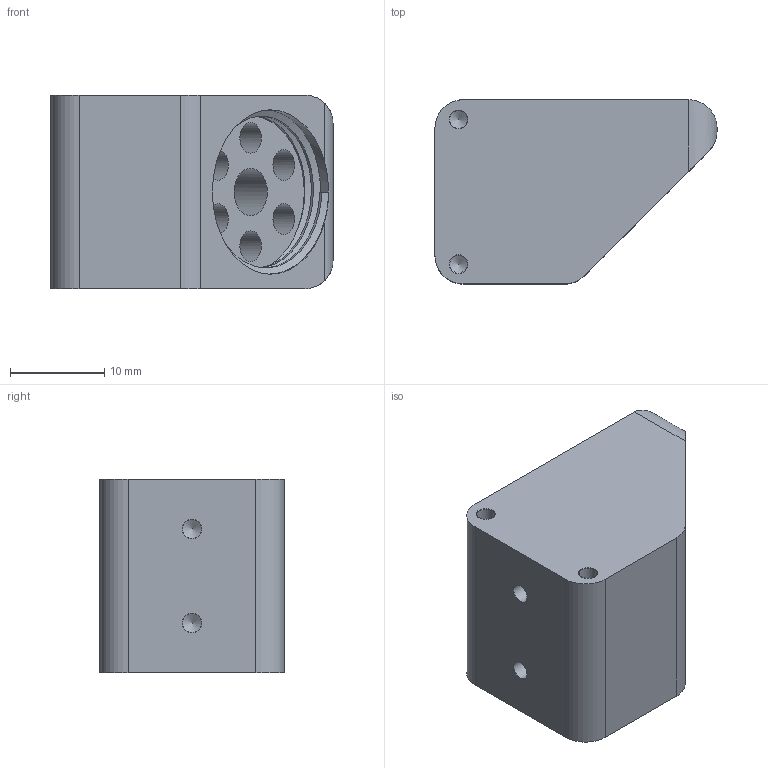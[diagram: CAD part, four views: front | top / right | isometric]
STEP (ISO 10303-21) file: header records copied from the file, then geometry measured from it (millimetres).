
FILE_DESCRIPTION(/* description */ ('STEP AP242','CAx-IF Rec.Pracs.---Representation and Presentation of Product Manufacturing Information (PMI)---4.0---2014-10-13','CAx-IF Rec.Pracs.---3D Tessellated Geometry---0.4---2014-09-14','2;1'),/* implementation_level */ '2;1');
FILE_NAME(/* name */ '65ea86bc3800df734836e1cf',/* time_stamp */ '2024-03-08T03:32:12Z',/* author */ (''),/* organization */ (''),/* preprocessor_version */ 'ST-DEVELOPER v19.4',/* originating_system */ ' ',/* authorisation */ ' ');
FILE_SCHEMA (('AP242_MANAGED_MODEL_BASED_3D_ENGINEERING_MIM_LF { 1 0 10303 442 1 1 4 }'));
Length unit declared in the file: metre
Products named in the file (1): Part 1
Bounding box: 30 x 19.6 x 20.6 mm (x, y, z)
Volume: 7998.2 mm3; surface area: 3905.2 mm2
Topology: 1 solids, 1 shells, 46 faces, 127 edges, 81 vertices
Faces by surface type: cylinder 23, cone 12, plane 9, bspline 2
Full cylindrical faces by diameter (mm): 1.9 x4, 2 x2, 3.25 x6, 5 x1
Entity records: 2130 total; most frequent: CARTESIAN_POINT 1072, DIRECTION 214, ORIENTED_EDGE 178, AXIS2_PLACEMENT_3D 92, EDGE_CURVE 89, FACE_BOUND 89, EDGE_LOOP 83, VERTEX_POINT 74
